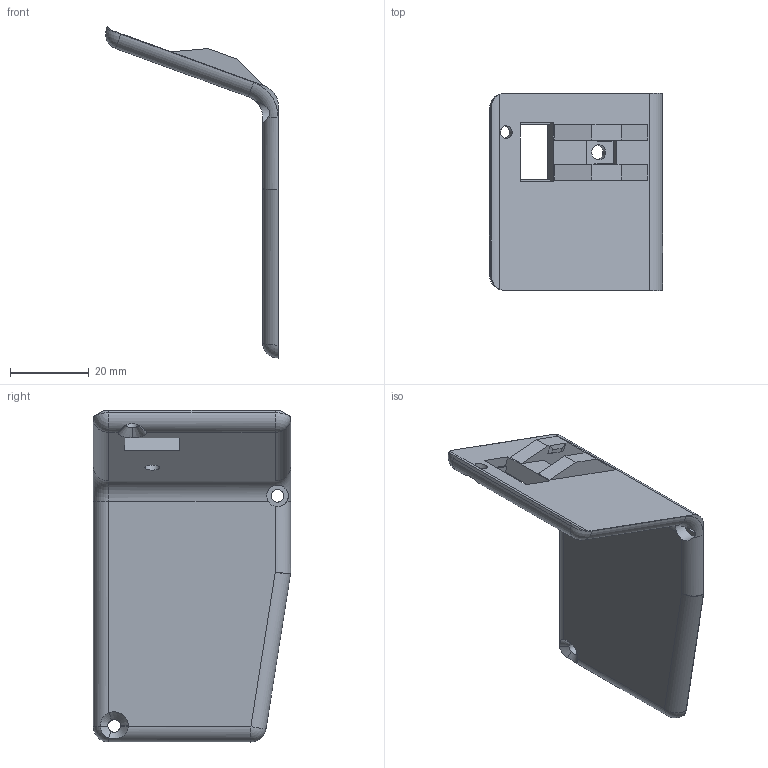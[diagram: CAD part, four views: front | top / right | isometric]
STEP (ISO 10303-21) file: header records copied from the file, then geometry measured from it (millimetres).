
FILE_DESCRIPTION(('FreeCAD Model'),'2;1');
FILE_NAME('Open CASCADE Shape Model','2025-03-08T13:45:29',(''),(''), 'Open CASCADE STEP processor 7.6','FreeCAD','Unknown');
FILE_SCHEMA(('AUTOMOTIVE_DESIGN { 1 0 10303 214 1 1 1 1 }'));
Length unit declared in the file: millimetre
Products named in the file (1): CoverSide
Bounding box: 44.04 x 50.18 x 84.49 mm (x, y, z)
Volume: 20525.2 mm3; surface area: 11910.3 mm2
Topology: 1 solids, 1 shells, 75 faces, 202 edges, 123 vertices
Faces by surface type: plane 33, cylinder 19, bspline 13, cone 4, sphere 4, torus 2
Full cylindrical faces by diameter (mm): 3.2 x3, 3.8 x1, 5.5 x1
Entity records: 7066 total; most frequent: CARTESIAN_POINT 3184, DIRECTION 681, LINE 457, VECTOR 457, ORIENTED_EDGE 396, PCURVE 396, DEFINITIONAL_REPRESENTATION 396, EDGE_CURVE 198
